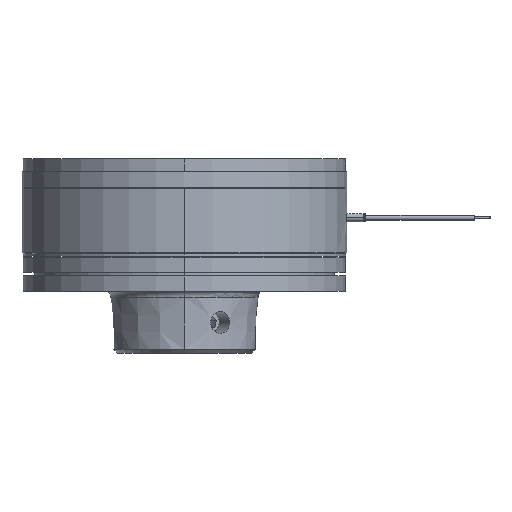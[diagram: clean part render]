
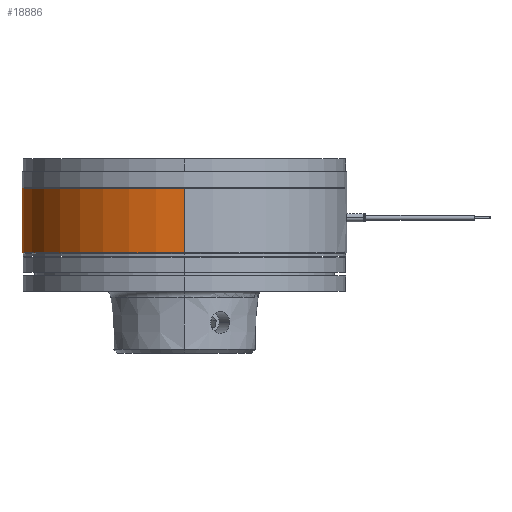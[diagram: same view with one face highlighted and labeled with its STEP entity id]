
A CAD part, left-side view. The second image highlights one B-rep face of the part: STEP entity #18886.
In plain terms, the highlighted cylindrical face has radius 63 mm (diameter 126 mm), a partial arc.
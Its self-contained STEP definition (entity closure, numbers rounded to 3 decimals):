
#268 = VERTEX_POINT ( 'NONE', #22746 ) ;
#657 = VECTOR ( 'NONE', #26177, 1000. ) ;
#719 = DIRECTION ( 'NONE',  ( 0., 0., 1. ) ) ;
#895 = AXIS2_PLACEMENT_3D ( 'NONE', #26672, #719, #13796 ) ;
#1820 = ORIENTED_EDGE ( 'NONE', *, *, #2727, .F. ) ;
#2727 = EDGE_CURVE ( 'NONE', #268, #27468, #21673, .T. ) ;
#3744 = DIRECTION ( 'NONE',  ( 0., 0., 1. ) ) ;
#4368 = VERTEX_POINT ( 'NONE', #18677 ) ;
#4907 = CARTESIAN_POINT ( 'NONE',  ( -63., 0., -9.299 ) ) ;
#5023 = EDGE_CURVE ( 'NONE', #268, #11059, #21629, .T. ) ;
#5869 = DIRECTION ( 'NONE',  ( 1., 0., 0. ) ) ;
#6288 = VECTOR ( 'NONE', #22144, 1000. ) ;
#8097 = CARTESIAN_POINT ( 'NONE',  ( 0., 0., -11.4 ) ) ;
#8757 = CIRCLE ( 'NONE', #26366, 63. ) ;
#9176 = CARTESIAN_POINT ( 'NONE',  ( -63., 0., -36.4 ) ) ;
#9548 = ORIENTED_EDGE ( 'NONE', *, *, #5023, .T. ) ;
#10311 = CARTESIAN_POINT ( 'NONE',  ( 63., 0., -11.4 ) ) ;
#11059 = VERTEX_POINT ( 'NONE', #9176 ) ;
#11179 = CARTESIAN_POINT ( 'NONE',  ( 63., 0., -9.299 ) ) ;
#11236 = LINE ( 'NONE', #4907, #6288 ) ;
#13796 = DIRECTION ( 'NONE',  ( 1., 0., 0. ) ) ;
#16448 = DIRECTION ( 'NONE',  ( 0., 0., 1. ) ) ;
#16728 = DIRECTION ( 'NONE',  ( 1., 0., 0. ) ) ;
#18677 = CARTESIAN_POINT ( 'NONE',  ( -63., 0., -11.4 ) ) ;
#18886 = ADVANCED_FACE ( 'NONE', ( #20842 ), #21104, .T. ) ;
#19275 = EDGE_LOOP ( 'NONE', ( #9548, #19510, #21403, #1820 ) ) ;
#19510 = ORIENTED_EDGE ( 'NONE', *, *, #22719, .T. ) ;
#20842 = FACE_OUTER_BOUND ( 'NONE', #19275, .T. ) ;
#21104 = CYLINDRICAL_SURFACE ( 'NONE', #23031, 63. ) ;
#21403 = ORIENTED_EDGE ( 'NONE', *, *, #25622, .F. ) ;
#21629 = CIRCLE ( 'NONE', #895, 63. ) ;
#21673 = LINE ( 'NONE', #11179, #657 ) ;
#22144 = DIRECTION ( 'NONE',  ( 0., 0., 1. ) ) ;
#22719 = EDGE_CURVE ( 'NONE', #11059, #4368, #11236, .T. ) ;
#22746 = CARTESIAN_POINT ( 'NONE',  ( 63., 0., -36.4 ) ) ;
#23031 = AXIS2_PLACEMENT_3D ( 'NONE', #25471, #3744, #5869 ) ;
#25471 = CARTESIAN_POINT ( 'NONE',  ( 0., 0., -9.299 ) ) ;
#25622 = EDGE_CURVE ( 'NONE', #27468, #4368, #8757, .T. ) ;
#26177 = DIRECTION ( 'NONE',  ( 0., 0., 1. ) ) ;
#26366 = AXIS2_PLACEMENT_3D ( 'NONE', #8097, #16448, #16728 ) ;
#26672 = CARTESIAN_POINT ( 'NONE',  ( 0., 0., -36.4 ) ) ;
#27468 = VERTEX_POINT ( 'NONE', #10311 ) ;
